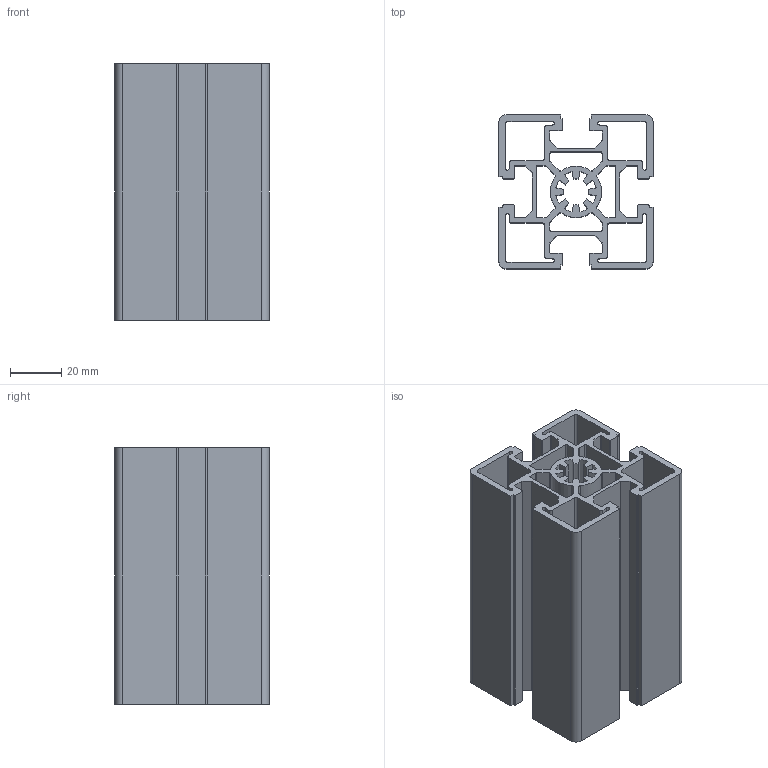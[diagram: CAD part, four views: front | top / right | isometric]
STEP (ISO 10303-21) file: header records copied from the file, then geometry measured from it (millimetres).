
FILE_DESCRIPTION(/* description */ ('Profil 60 x 60'),/* implementation_level */ '2;1');
FILE_NAME(/* name */ '166060.stp',/* time_stamp */ '2019-08-27T17:03:14+02:00',/* author */ ('jiri.spacek'),/* organization */ (''),/* preprocessor_version */ 'ST-DEVELOPER v17',/* originating_system */ 'Autodesk Inventor 2018',/* authorisation */ '');
FILE_SCHEMA (('AUTOMOTIVE_DESIGN { 1 0 10303 214 3 1 1 }'));
Length unit declared in the file: millimetre
Products named in the file (1): 166060
Bounding box: 60 x 60 x 100 mm (x, y, z)
Volume: 118897.6 mm3; surface area: 101715.4 mm2
Topology: 1 solids, 1 shells, 226 faces, 672 edges, 448 vertices
Faces by surface type: plane 122, cylinder 104
Entity records: 7699 total; most frequent: CARTESIAN_POINT 1347, ORIENTED_EDGE 1344, DIRECTION 1334, EDGE_CURVE 672, LINE 464, VECTOR 464, VERTEX_POINT 448, AXIS2_PLACEMENT_3D 435
